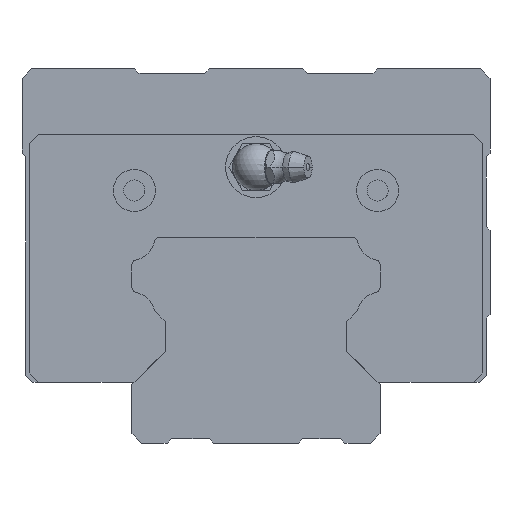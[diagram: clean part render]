
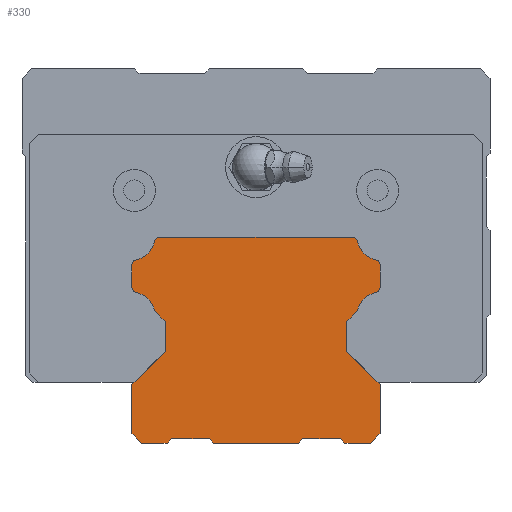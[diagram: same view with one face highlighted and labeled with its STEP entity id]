
A CAD part, front view. The second image highlights one B-rep face of the part: STEP entity #330.
In plain terms, the highlighted planar face has unit normal (0, -1, 0).
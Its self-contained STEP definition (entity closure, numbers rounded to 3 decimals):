
#330=ADVANCED_FACE('',(#706),#707,.F.);
#706=FACE_OUTER_BOUND('',#1203,.T.);
#707=PLANE('',#1204);
#1203=EDGE_LOOP('',(#2604,#2605,#2606,#2607,#2608,#2609,#2610,#2611,#2612,#2613,#2614,#2615,#2616,#2617,#2618,#2619,#2620,#2621,#2622,#2623,#2624,#2625,#2626,#2627,#2628,#2629,#2630,#2631,#2632,#2633,#2634,#2635));
#1204=AXIS2_PLACEMENT_3D('',#2636,#2637,#2638);
#2604=ORIENTED_EDGE('',*,*,#3395,.F.);
#2605=ORIENTED_EDGE('',*,*,#3411,.T.);
#2606=ORIENTED_EDGE('',*,*,#3412,.F.);
#2607=ORIENTED_EDGE('',*,*,#3399,.T.);
#2608=ORIENTED_EDGE('',*,*,#3413,.F.);
#2609=ORIENTED_EDGE('',*,*,#3403,.F.);
#2610=ORIENTED_EDGE('',*,*,#3414,.F.);
#2611=ORIENTED_EDGE('',*,*,#3415,.T.);
#2612=ORIENTED_EDGE('',*,*,#3416,.F.);
#2613=ORIENTED_EDGE('',*,*,#3417,.T.);
#2614=ORIENTED_EDGE('',*,*,#3418,.F.);
#2615=ORIENTED_EDGE('',*,*,#3419,.T.);
#2616=ORIENTED_EDGE('',*,*,#3407,.F.);
#2617=ORIENTED_EDGE('',*,*,#3420,.T.);
#2618=ORIENTED_EDGE('',*,*,#3421,.F.);
#2619=ORIENTED_EDGE('',*,*,#3422,.T.);
#2620=ORIENTED_EDGE('',*,*,#3423,.T.);
#2621=ORIENTED_EDGE('',*,*,#3424,.T.);
#2622=ORIENTED_EDGE('',*,*,#3425,.T.);
#2623=ORIENTED_EDGE('',*,*,#3426,.T.);
#2624=ORIENTED_EDGE('',*,*,#3427,.T.);
#2625=ORIENTED_EDGE('',*,*,#3428,.T.);
#2626=ORIENTED_EDGE('',*,*,#3429,.T.);
#2627=ORIENTED_EDGE('',*,*,#3430,.F.);
#2628=ORIENTED_EDGE('',*,*,#3431,.T.);
#2629=ORIENTED_EDGE('',*,*,#3432,.F.);
#2630=ORIENTED_EDGE('',*,*,#3433,.T.);
#2631=ORIENTED_EDGE('',*,*,#3434,.F.);
#2632=ORIENTED_EDGE('',*,*,#3435,.F.);
#2633=ORIENTED_EDGE('',*,*,#3436,.F.);
#2634=ORIENTED_EDGE('',*,*,#3437,.F.);
#2635=ORIENTED_EDGE('',*,*,#3438,.F.);
#2636=CARTESIAN_POINT('',(-26.635,0.0,27.265));
#2637=DIRECTION('',(0.0,1.0,0.0));
#2638=DIRECTION('',(1.0,0.0,0.0));
#3395=EDGE_CURVE('',#4229,#4230,#4231,.T.);
#3399=EDGE_CURVE('',#4237,#4238,#4239,.T.);
#3403=EDGE_CURVE('',#4245,#4246,#4247,.T.);
#3407=EDGE_CURVE('',#4253,#4254,#4255,.T.);
#3411=EDGE_CURVE('',#4229,#4261,#4262,.T.);
#3412=EDGE_CURVE('',#4237,#4261,#4263,.T.);
#3413=EDGE_CURVE('',#4246,#4238,#4264,.T.);
#3414=EDGE_CURVE('',#4265,#4245,#4266,.T.);
#3415=EDGE_CURVE('',#4265,#4267,#4268,.T.);
#3416=EDGE_CURVE('',#4269,#4267,#4270,.T.);
#3417=EDGE_CURVE('',#4269,#4271,#4272,.T.);
#3418=EDGE_CURVE('',#4273,#4271,#4274,.T.);
#3419=EDGE_CURVE('',#4273,#4254,#4275,.T.);
#3420=EDGE_CURVE('',#4253,#4276,#4277,.T.);
#3421=EDGE_CURVE('',#4278,#4276,#4279,.T.);
#3422=EDGE_CURVE('',#4278,#4280,#4281,.T.);
#3423=EDGE_CURVE('',#4280,#4282,#4283,.T.);
#3424=EDGE_CURVE('',#4282,#4284,#4285,.T.);
#3425=EDGE_CURVE('',#4284,#4286,#4287,.T.);
#3426=EDGE_CURVE('',#4286,#4288,#4289,.T.);
#3427=EDGE_CURVE('',#4288,#4290,#4291,.T.);
#3428=EDGE_CURVE('',#4290,#4292,#4293,.T.);
#3429=EDGE_CURVE('',#4292,#4294,#4295,.T.);
#3430=EDGE_CURVE('',#4296,#4294,#4297,.T.);
#3431=EDGE_CURVE('',#4296,#4298,#4299,.T.);
#3432=EDGE_CURVE('',#4300,#4298,#4301,.T.);
#3433=EDGE_CURVE('',#4300,#4302,#4303,.T.);
#3434=EDGE_CURVE('',#4304,#4302,#4305,.T.);
#3435=EDGE_CURVE('',#4306,#4304,#4307,.T.);
#3436=EDGE_CURVE('',#4308,#4306,#4309,.T.);
#3437=EDGE_CURVE('',#4310,#4308,#4311,.T.);
#3438=EDGE_CURVE('',#4230,#4310,#4312,.T.);
#4229=VERTEX_POINT('',#5556);
#4230=VERTEX_POINT('',#5557);
#4231=LINE('',#5558,#5559);
#4237=VERTEX_POINT('',#5568);
#4238=VERTEX_POINT('',#5569);
#4239=CIRCLE('',#5570,5.05);
#4245=VERTEX_POINT('',#5578);
#4246=VERTEX_POINT('',#5579);
#4247=LINE('',#5580,#5581);
#4253=VERTEX_POINT('',#5590);
#4254=VERTEX_POINT('',#5591);
#4255=CIRCLE('',#5592,1.1);
#4261=VERTEX_POINT('',#5600);
#4262=LINE('',#5601,#5602);
#4263=LINE('',#5603,#5604);
#4264=CIRCLE('',#5605,1.1);
#4265=VERTEX_POINT('',#5606);
#4266=CIRCLE('',#5607,1.1);
#4267=VERTEX_POINT('',#5608);
#4268=CIRCLE('',#5609,5.05);
#4269=VERTEX_POINT('',#5610);
#4270=CIRCLE('',#5611,1.1);
#4271=VERTEX_POINT('',#5612);
#4272=LINE('',#5613,#5614);
#4273=VERTEX_POINT('',#5615);
#4274=CIRCLE('',#5616,1.1);
#4275=CIRCLE('',#5617,5.05);
#4276=VERTEX_POINT('',#5618);
#4277=LINE('',#5619,#5620);
#4278=VERTEX_POINT('',#5621);
#4279=CIRCLE('',#5622,1.1);
#4280=VERTEX_POINT('',#5623);
#4281=CIRCLE('',#5624,5.05);
#4282=VERTEX_POINT('',#5625);
#4283=LINE('',#5626,#5627);
#4284=VERTEX_POINT('',#5628);
#4285=LINE('',#5629,#5630);
#4286=VERTEX_POINT('',#5631);
#4287=LINE('',#5632,#5633);
#4288=VERTEX_POINT('',#5634);
#4289=LINE('',#5635,#5636);
#4290=VERTEX_POINT('',#5637);
#4291=LINE('',#5638,#5639);
#4292=VERTEX_POINT('',#5640);
#4293=LINE('',#5641,#5642);
#4294=VERTEX_POINT('',#5643);
#4295=LINE('',#5644,#5645);
#4296=VERTEX_POINT('',#5646);
#4297=LINE('',#5647,#5648);
#4298=VERTEX_POINT('',#5649);
#4299=LINE('',#5650,#5651);
#4300=VERTEX_POINT('',#5652);
#4301=LINE('',#5653,#5654);
#4302=VERTEX_POINT('',#5655);
#4303=LINE('',#5656,#5657);
#4304=VERTEX_POINT('',#5658);
#4305=LINE('',#5659,#5660);
#4306=VERTEX_POINT('',#5661);
#4307=LINE('',#5662,#5663);
#4308=VERTEX_POINT('',#5664);
#4309=LINE('',#5665,#5666);
#4310=VERTEX_POINT('',#5667);
#4311=LINE('',#5668,#5669);
#4312=LINE('',#5670,#5671);
#5556=CARTESIAN_POINT('',(19.4,0.0,19.6));
#5557=CARTESIAN_POINT('',(26.5,0.0,12.5));
#5558=CARTESIAN_POINT('',(19.4,0.0,19.6));
#5559=VECTOR('',#6507,1000.0);
#5568=CARTESIAN_POINT('',(21.701,0.0,28.342));
#5569=CARTESIAN_POINT('',(25.621,0.0,32.212));
#5570=AXIS2_PLACEMENT_3D('',#6511,#6512,#6513);
#5578=CARTESIAN_POINT('',(26.5,0.0,38.11));
#5579=CARTESIAN_POINT('',(26.5,0.0,33.29));
#5580=CARTESIAN_POINT('',(26.5,0.0,38.11));
#5581=VECTOR('',#6519,1000.0);
#5590=CARTESIAN_POINT('',(-26.5,0.0,38.11));
#5591=CARTESIAN_POINT('',(-25.621,0.0,39.188));
#5592=AXIS2_PLACEMENT_3D('',#6523,#6524,#6525);
#5600=CARTESIAN_POINT('',(19.4,0.0,26.041));
#5601=CARTESIAN_POINT('',(19.4,0.0,19.6));
#5602=VECTOR('',#6531,1000.0);
#5603=CARTESIAN_POINT('',(21.573,0.0,28.214));
#5604=VECTOR('',#6532,1000.0);
#5605=AXIS2_PLACEMENT_3D('',#6533,#6534,#6535);
#5606=CARTESIAN_POINT('',(25.621,0.0,39.188));
#5607=AXIS2_PLACEMENT_3D('',#6536,#6537,#6538);
#5608=CARTESIAN_POINT('',(21.688,0.0,43.121));
#5609=AXIS2_PLACEMENT_3D('',#6539,#6540,#6541);
#5610=CARTESIAN_POINT('',(20.61,0.0,44.0));
#5611=AXIS2_PLACEMENT_3D('',#6542,#6543,#6544);
#5612=CARTESIAN_POINT('',(-20.61,0.0,44.0));
#5613=CARTESIAN_POINT('',(20.61,0.0,44.0));
#5614=VECTOR('',#6545,1000.0);
#5615=CARTESIAN_POINT('',(-21.688,0.0,43.121));
#5616=AXIS2_PLACEMENT_3D('',#6546,#6547,#6548);
#5617=AXIS2_PLACEMENT_3D('',#6549,#6550,#6551);
#5618=CARTESIAN_POINT('',(-26.5,0.0,33.29));
#5619=CARTESIAN_POINT('',(-26.5,0.0,38.11));
#5620=VECTOR('',#6552,1000.0);
#5621=CARTESIAN_POINT('',(-25.621,0.0,32.212));
#5622=AXIS2_PLACEMENT_3D('',#6553,#6554,#6555);
#5623=CARTESIAN_POINT('',(-21.701,0.0,28.342));
#5624=AXIS2_PLACEMENT_3D('',#6556,#6557,#6558);
#5625=CARTESIAN_POINT('',(-19.4,0.0,26.041));
#5626=CARTESIAN_POINT('',(-21.573,0.0,28.214));
#5627=VECTOR('',#6559,1000.0);
#5628=CARTESIAN_POINT('',(-19.4,0.0,19.6));
#5629=CARTESIAN_POINT('',(-19.4,0.0,26.041));
#5630=VECTOR('',#6560,1000.0);
#5631=CARTESIAN_POINT('',(-26.5,0.0,12.5));
#5632=CARTESIAN_POINT('',(-19.4,0.0,19.6));
#5633=VECTOR('',#6561,1000.0);
#5634=CARTESIAN_POINT('',(-26.5,0.0,2.0));
#5635=CARTESIAN_POINT('',(-26.5,0.0,12.5));
#5636=VECTOR('',#6562,1000.0);
#5637=CARTESIAN_POINT('',(-24.5,0.0,0.0));
#5638=CARTESIAN_POINT('',(-26.5,0.0,2.0));
#5639=VECTOR('',#6563,1000.0);
#5640=CARTESIAN_POINT('',(-19.,0.0,0.0));
#5641=CARTESIAN_POINT('',(-24.5,0.0,0.0));
#5642=VECTOR('',#6564,1000.0);
#5643=CARTESIAN_POINT('',(-18.,0.0,1.0));
#5644=CARTESIAN_POINT('',(-19.,0.0,0.0));
#5645=VECTOR('',#6565,1000.0);
#5646=CARTESIAN_POINT('',(-10.0,0.0,1.0));
#5647=CARTESIAN_POINT('',(-10.0,0.0,1.0));
#5648=VECTOR('',#6566,1000.0);
#5649=CARTESIAN_POINT('',(-9.0,0.0,0.0));
#5650=CARTESIAN_POINT('',(-10.0,0.0,1.0));
#5651=VECTOR('',#6567,1000.0);
#5652=CARTESIAN_POINT('',(9.0,0.0,0.0));
#5653=CARTESIAN_POINT('',(9.0,0.0,0.0));
#5654=VECTOR('',#6568,1000.0);
#5655=CARTESIAN_POINT('',(10.0,0.0,1.0));
#5656=CARTESIAN_POINT('',(9.0,0.0,0.0));
#5657=VECTOR('',#6569,1000.0);
#5658=CARTESIAN_POINT('',(18.0,0.0,1.0));
#5659=CARTESIAN_POINT('',(18.0,0.0,1.0));
#5660=VECTOR('',#6570,1000.0);
#5661=CARTESIAN_POINT('',(19.0,0.0,0.0));
#5662=CARTESIAN_POINT('',(19.0,0.0,0.0));
#5663=VECTOR('',#6571,1000.0);
#5664=CARTESIAN_POINT('',(24.5,0.0,0.));
#5665=CARTESIAN_POINT('',(24.5,0.0,0.0));
#5666=VECTOR('',#6572,1000.0);
#5667=CARTESIAN_POINT('',(26.5,0.0,2.0));
#5668=CARTESIAN_POINT('',(26.5,0.0,2.0));
#5669=VECTOR('',#6573,1000.0);
#5670=CARTESIAN_POINT('',(26.5,0.0,12.5));
#5671=VECTOR('',#6574,1000.0);
#6507=DIRECTION('',(0.707,0.0,-0.707));
#6511=CARTESIAN_POINT('',(26.635,0.0,27.265));
#6512=DIRECTION('',(0.0,1.0,0.0));
#6513=DIRECTION('',(0.0,0.0,1.0));
#6519=DIRECTION('',(0.0,0.0,-1.0));
#6523=CARTESIAN_POINT('',(-25.4,0.0,38.11));
#6524=DIRECTION('',(0.0,1.0,0.0));
#6525=DIRECTION('',(0.0,0.0,1.0));
#6531=DIRECTION('',(0.0,0.0,1.0));
#6532=DIRECTION('',(-0.707,0.0,-0.707));
#6533=CARTESIAN_POINT('',(25.4,0.0,33.29));
#6534=DIRECTION('',(0.0,1.0,0.0));
#6535=DIRECTION('',(0.0,0.0,1.0));
#6536=CARTESIAN_POINT('',(25.4,0.0,38.11));
#6537=DIRECTION('',(0.0,1.0,0.0));
#6538=DIRECTION('',(0.0,0.0,1.0));
#6539=CARTESIAN_POINT('',(26.635,0.0,44.135));
#6540=DIRECTION('',(0.0,1.0,0.0));
#6541=DIRECTION('',(0.0,0.0,1.0));
#6542=CARTESIAN_POINT('',(20.61,0.0,42.9));
#6543=DIRECTION('',(0.0,1.0,0.0));
#6544=DIRECTION('',(0.0,0.0,1.0));
#6545=DIRECTION('',(-1.0,0.0,0.0));
#6546=CARTESIAN_POINT('',(-20.61,0.0,42.9));
#6547=DIRECTION('',(0.0,1.0,0.0));
#6548=DIRECTION('',(0.0,0.0,1.0));
#6549=CARTESIAN_POINT('',(-26.635,0.0,44.135));
#6550=DIRECTION('',(0.0,1.0,0.0));
#6551=DIRECTION('',(0.0,0.0,1.0));
#6552=DIRECTION('',(0.0,0.0,-1.0));
#6553=CARTESIAN_POINT('',(-25.4,0.0,33.29));
#6554=DIRECTION('',(0.0,1.0,0.0));
#6555=DIRECTION('',(0.0,0.0,1.0));
#6556=CARTESIAN_POINT('',(-26.635,0.0,27.265));
#6557=DIRECTION('',(0.0,1.0,0.0));
#6558=DIRECTION('',(0.0,0.0,1.0));
#6559=DIRECTION('',(0.707,0.0,-0.707));
#6560=DIRECTION('',(0.0,0.0,-1.0));
#6561=DIRECTION('',(-0.707,0.0,-0.707));
#6562=DIRECTION('',(0.0,0.0,-1.0));
#6563=DIRECTION('',(0.707,0.0,-0.707));
#6564=DIRECTION('',(1.0,0.0,0.0));
#6565=DIRECTION('',(0.707,0.0,0.707));
#6566=DIRECTION('',(-1.0,0.0,0.0));
#6567=DIRECTION('',(0.707,0.0,-0.707));
#6568=DIRECTION('',(-1.0,0.0,0.0));
#6569=DIRECTION('',(0.707,0.0,0.707));
#6570=DIRECTION('',(-1.0,0.0,0.0));
#6571=DIRECTION('',(-0.707,0.0,0.707));
#6572=DIRECTION('',(-1.0,0.0,0.0));
#6573=DIRECTION('',(-0.707,0.0,-0.707));
#6574=DIRECTION('',(0.0,0.0,-1.0));
